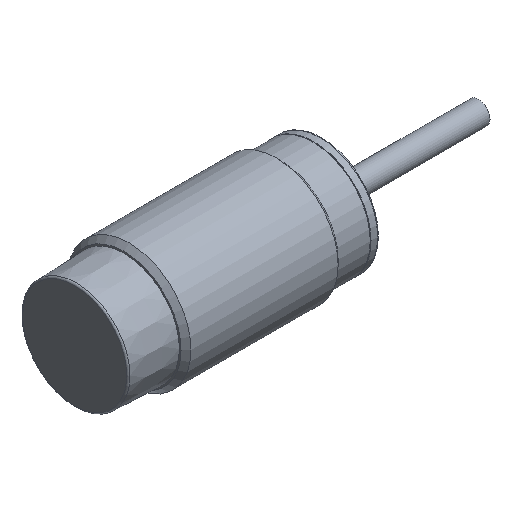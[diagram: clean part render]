
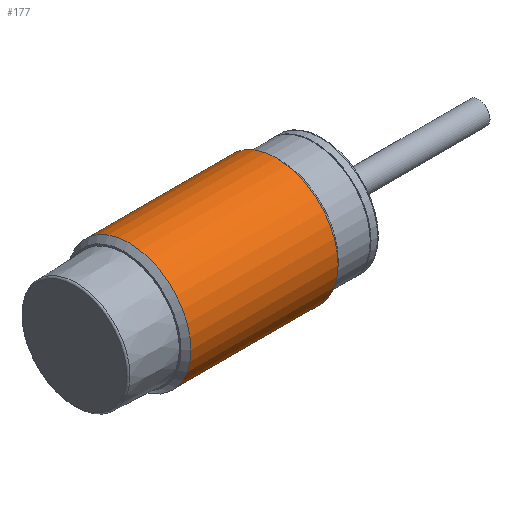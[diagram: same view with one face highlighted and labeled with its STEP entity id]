
A CAD part, isometric view. The second image highlights one B-rep face of the part: STEP entity #177.
In plain terms, the highlighted cylindrical face has radius 15 mm (diameter 30 mm), a full revolution.
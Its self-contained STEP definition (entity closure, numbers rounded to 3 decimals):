
#177 = ADVANCED_FACE( '', ( #225, #226 ), #227, .T. );
#225 = FACE_OUTER_BOUND( '', #279, .T. );
#226 = FACE_OUTER_BOUND( '', #280, .T. );
#227 = CYLINDRICAL_SURFACE( '', #281, 15. );
#279 = EDGE_LOOP( '', ( #362 ) );
#280 = EDGE_LOOP( '', ( #363 ) );
#281 = AXIS2_PLACEMENT_3D( '', #364, #365, #366 );
#362 = ORIENTED_EDGE( '', *, *, #399, .T. );
#363 = ORIENTED_EDGE( '', *, *, #400, .T. );
#364 = CARTESIAN_POINT( '', ( 0., 0., 0. ) );
#365 = DIRECTION( '', ( 1., 0., 0. ) );
#366 = DIRECTION( '', ( 0., 0., 1. ) );
#399 = EDGE_CURVE( '', #438, #438, #439, .T. );
#400 = EDGE_CURVE( '', #440, #440, #441, .T. );
#438 = VERTEX_POINT( '', #480 );
#439 = CIRCLE( '', #481, 15. );
#440 = VERTEX_POINT( '', #482 );
#441 = CIRCLE( '', #483, 15. );
#480 = CARTESIAN_POINT( '', ( 36.9, 0., 15. ) );
#481 = AXIS2_PLACEMENT_3D( '', #540, #541, #542 );
#482 = CARTESIAN_POINT( '', ( 1.2, 0., -15. ) );
#483 = AXIS2_PLACEMENT_3D( '', #543, #544, #545 );
#540 = CARTESIAN_POINT( '', ( 36.9, 0., 0. ) );
#541 = DIRECTION( '', ( -1., 0., 0. ) );
#542 = DIRECTION( '', ( 0., 0., 1. ) );
#543 = CARTESIAN_POINT( '', ( 1.2, 0., 0. ) );
#544 = DIRECTION( '', ( 1., 0., 0. ) );
#545 = DIRECTION( '', ( 0., 0., -1. ) );
